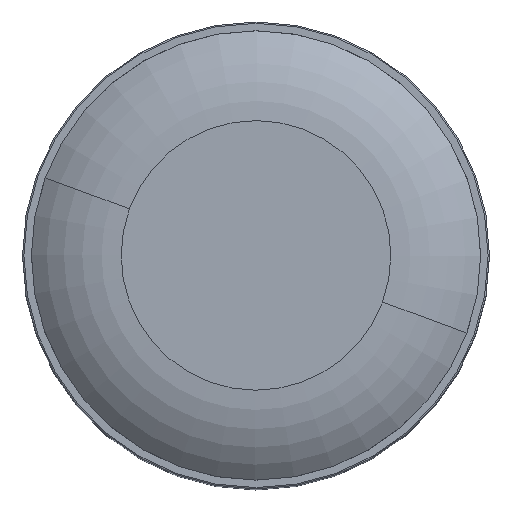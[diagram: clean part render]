
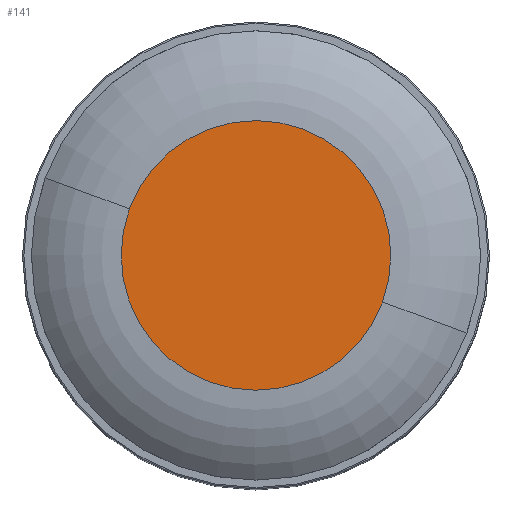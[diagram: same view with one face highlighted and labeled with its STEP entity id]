
A CAD part, top view. The second image highlights one B-rep face of the part: STEP entity #141.
In plain terms, the highlighted planar face has unit normal (0, 0, 1).
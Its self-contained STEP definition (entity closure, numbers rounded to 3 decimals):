
#82 = EDGE_CURVE ( 'NONE', #5122, #4278, #1585, .T. ) ;
#141 = ADVANCED_FACE ( 'NONE', ( #3129 ), #5365, .T. ) ;
#450 = CARTESIAN_POINT ( 'NONE',  ( 0., 0., 0.8 ) ) ;
#457 = CARTESIAN_POINT ( 'NONE',  ( -3.06, 0., 0.8 ) ) ;
#473 = ORIENTED_EDGE ( 'NONE', *, *, #82, .T. ) ;
#720 = EDGE_LOOP ( 'NONE', ( #473, #3121 ) ) ;
#963 = AXIS2_PLACEMENT_3D ( 'NONE', #450, #3804, #1656 ) ;
#1585 = CIRCLE ( 'NONE', #3966, 3.06 ) ;
#1656 = DIRECTION ( 'NONE',  ( 1., 0., 0. ) ) ;
#2633 = DIRECTION ( 'NONE',  ( 0., 0., 1. ) ) ;
#3121 = ORIENTED_EDGE ( 'NONE', *, *, #3676, .T. ) ;
#3129 = FACE_OUTER_BOUND ( 'NONE', #720, .T. ) ;
#3324 = AXIS2_PLACEMENT_3D ( 'NONE', #5324, #5404, #4921 ) ;
#3485 = CARTESIAN_POINT ( 'NONE',  ( 0., 0., 0.8 ) ) ;
#3676 = EDGE_CURVE ( 'NONE', #4278, #5122, #4041, .T. ) ;
#3804 = DIRECTION ( 'NONE',  ( 0., 0., 1. ) ) ;
#3966 = AXIS2_PLACEMENT_3D ( 'NONE', #3485, #2633, #4385 ) ;
#4041 = CIRCLE ( 'NONE', #963, 3.06 ) ;
#4205 = CARTESIAN_POINT ( 'NONE',  ( 3.06, 0., 0.8 ) ) ;
#4278 = VERTEX_POINT ( 'NONE', #4205 ) ;
#4385 = DIRECTION ( 'NONE',  ( 1., 0., 0. ) ) ;
#4921 = DIRECTION ( 'NONE',  ( 1., 0., 0. ) ) ;
#5122 = VERTEX_POINT ( 'NONE', #457 ) ;
#5324 = CARTESIAN_POINT ( 'NONE',  ( 0., 0., 0.8 ) ) ;
#5365 = PLANE ( 'NONE',  #3324 ) ;
#5404 = DIRECTION ( 'NONE',  ( 0., 0., 1. ) ) ;
